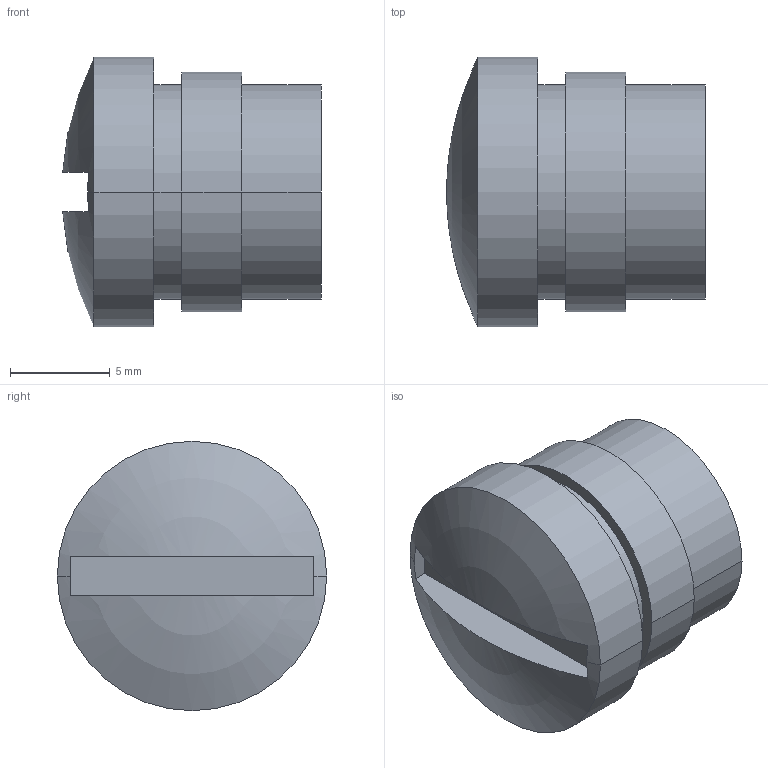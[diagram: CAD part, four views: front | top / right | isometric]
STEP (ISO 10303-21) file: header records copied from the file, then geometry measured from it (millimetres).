
FILE_DESCRIPTION(('SolidDesigner STEP Export'),'2;1');
FILE_NAME('1680539_PROT_M12-select.stp','2015-05-18T 8:54:44',(''),(''),'Creo Elements/Direct Modeling STEP processor for AP214 (Solid Model)','Creo Elements/Direct Modeling 18.1 06-May-2012 (C) Parametric Technology GmbH','');
FILE_SCHEMA(('AUTOMOTIVE_DESIGN { 1 0 10303 214 1 1 1 1 }'));
Length unit declared in the file: millimetre
Products named in the file (2): 1680539_PROT_M12-select
Assembly tree (1 placements, depth 2):
  1680539_PROT_M12-select
    1680539_PROT_M12-select
Bounding box: 12.97 x 13.5 x 13.5 mm (x, y, z)
Volume: 784.9 mm3; surface area: 1064.9 mm2
Topology: 1 solids, 1 shells, 22 faces, 46 edges, 30 vertices
Faces by surface type: cylinder 10, plane 10, sphere 2
Entity records: 758 total; most frequent: DIRECTION 96, ORIENTED_EDGE 92, CARTESIAN_POINT 87, EDGE_CURVE 46, AXIS2_PLACEMENT_3D 39, VERTEX_POINT 30, EDGE_LOOP 26, COLOUR_RGB 23
